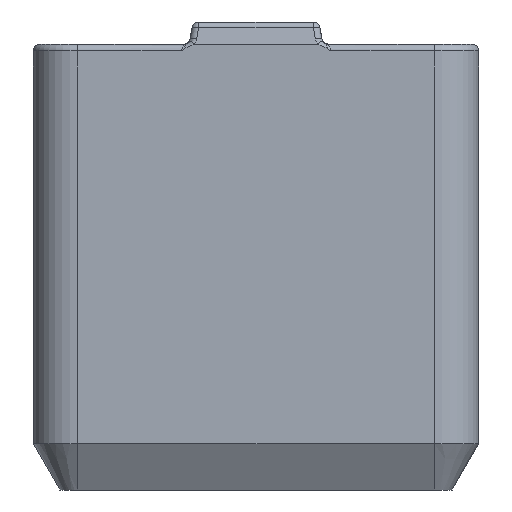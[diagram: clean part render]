
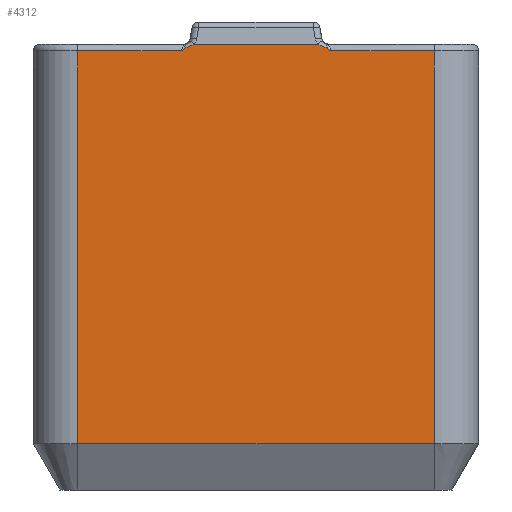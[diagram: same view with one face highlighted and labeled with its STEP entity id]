
A CAD part, left-side view. The second image highlights one B-rep face of the part: STEP entity #4312.
In plain terms, the highlighted planar face has unit normal (-1, 0, 0).
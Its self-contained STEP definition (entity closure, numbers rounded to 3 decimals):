
#155=PLANE('',#4756);
#281=B_SPLINE_CURVE_WITH_KNOTS('',3,(#8513,#8514,#8515,#8516,#8517,#8518,
#8519,#8520,#8521,#8522,#8523,#8524,#8525,#8526),.UNSPECIFIED.,.F.,.F.,
(4,2,2,2,2,2,4),(0.,0.003,0.009,0.018,
0.022,0.025,0.029),.UNSPECIFIED.);
#285=B_SPLINE_CURVE_WITH_KNOTS('',3,(#8613,#8614,#8615,#8616,#8617,#8618),
 .UNSPECIFIED.,.F.,.F.,(4,2,4),(0.036,0.052,0.052),
 .UNSPECIFIED.);
#286=B_SPLINE_CURVE_WITH_KNOTS('',3,(#8631,#8632,#8633,#8634,#8635,#8636),
 .UNSPECIFIED.,.F.,.F.,(4,2,4),(0.,0.,0.018),
 .UNSPECIFIED.);
#287=B_SPLINE_CURVE_WITH_KNOTS('',3,(#8638,#8639,#8640,#8641,#8642,#8643,
#8644,#8645,#8646,#8647,#8648,#8649,#8650,#8651),.UNSPECIFIED.,.F.,.F.,
(4,2,2,2,2,2,4),(0.,0.001,0.012,0.019,
0.027,0.037,0.044),.UNSPECIFIED.);
#545=LINE('',#8621,#799);
#546=LINE('',#8623,#800);
#547=LINE('',#8625,#801);
#548=LINE('',#8627,#802);
#549=LINE('',#8629,#803);
#550=LINE('',#8652,#804);
#799=VECTOR('',#5794,10.);
#800=VECTOR('',#5795,10.);
#801=VECTOR('',#5796,10.);
#802=VECTOR('',#5797,10.);
#803=VECTOR('',#5798,10.);
#804=VECTOR('',#5799,10.);
#1130=FACE_OUTER_BOUND('',#1405,.T.);
#1405=EDGE_LOOP('',(#3700,#3701,#3702,#3703,#3704,#3705,#3706,#3707,#3708,
#3709));
#2019=VERTEX_POINT('',#8511);
#2020=VERTEX_POINT('',#8512);
#2027=VERTEX_POINT('',#8611);
#2028=VERTEX_POINT('',#8620);
#2029=VERTEX_POINT('',#8622);
#2030=VERTEX_POINT('',#8624);
#2031=VERTEX_POINT('',#8626);
#2032=VERTEX_POINT('',#8628);
#2033=VERTEX_POINT('',#8630);
#2034=VERTEX_POINT('',#8637);
#2587=EDGE_CURVE('',#2019,#2020,#281,.T.);
#2600=EDGE_CURVE('',#2027,#2020,#285,.F.);
#2601=EDGE_CURVE('',#2027,#2028,#545,.T.);
#2602=EDGE_CURVE('',#2029,#2028,#546,.T.);
#2603=EDGE_CURVE('',#2029,#2030,#547,.T.);
#2604=EDGE_CURVE('',#2030,#2031,#548,.T.);
#2605=EDGE_CURVE('',#2031,#2032,#549,.T.);
#2606=EDGE_CURVE('',#2032,#2033,#286,.T.);
#2607=EDGE_CURVE('',#2033,#2034,#287,.T.);
#2608=EDGE_CURVE('',#2034,#2019,#550,.T.);
#3700=ORIENTED_EDGE('',*,*,#2587,.T.);
#3701=ORIENTED_EDGE('',*,*,#2600,.F.);
#3702=ORIENTED_EDGE('',*,*,#2601,.T.);
#3703=ORIENTED_EDGE('',*,*,#2602,.F.);
#3704=ORIENTED_EDGE('',*,*,#2603,.T.);
#3705=ORIENTED_EDGE('',*,*,#2604,.T.);
#3706=ORIENTED_EDGE('',*,*,#2605,.T.);
#3707=ORIENTED_EDGE('',*,*,#2606,.T.);
#3708=ORIENTED_EDGE('',*,*,#2607,.T.);
#3709=ORIENTED_EDGE('',*,*,#2608,.T.);
#4312=ADVANCED_FACE('',(#1130),#155,.F.);
#4756=AXIS2_PLACEMENT_3D('',#8619,#5792,#5793);
#5792=DIRECTION('center_axis',(1.,0.,0.));
#5793=DIRECTION('ref_axis',(0.,1.,0.));
#5794=DIRECTION('',(0.,1.,0.));
#5795=DIRECTION('',(0.,0.,1.));
#5796=DIRECTION('',(0.,-1.,0.));
#5797=DIRECTION('',(0.,0.,1.));
#5798=DIRECTION('',(0.,1.,0.));
#5799=DIRECTION('',(0.,1.,0.));
#8511=CARTESIAN_POINT('',(0.,-7.234,20.));
#8512=CARTESIAN_POINT('',(0.,-6.792,19.813));
#8513=CARTESIAN_POINT('Ctrl Pts',(0.,-7.234,
20.));
#8514=CARTESIAN_POINT('Ctrl Pts',(0.,-7.224,
20.));
#8515=CARTESIAN_POINT('Ctrl Pts',(0.,-7.212,
19.998));
#8516=CARTESIAN_POINT('Ctrl Pts',(0.,-7.18,
19.989));
#8517=CARTESIAN_POINT('Ctrl Pts',(0.,-7.156,
19.978));
#8518=CARTESIAN_POINT('Ctrl Pts',(0.,-7.084,
19.945));
#8519=CARTESIAN_POINT('Ctrl Pts',(0.,-7.042,
19.924));
#8520=CARTESIAN_POINT('Ctrl Pts',(0.,-6.945,
19.887));
#8521=CARTESIAN_POINT('Ctrl Pts',(0.,-6.922,
19.878));
#8522=CARTESIAN_POINT('Ctrl Pts',(0.,-6.883,
19.864));
#8523=CARTESIAN_POINT('Ctrl Pts',(0.,-6.866,
19.857));
#8524=CARTESIAN_POINT('Ctrl Pts',(0.,-6.831,
19.84));
#8525=CARTESIAN_POINT('Ctrl Pts',(0.,-6.811,
19.829));
#8526=CARTESIAN_POINT('Ctrl Pts',(0.,-6.792,
19.813));
#8611=CARTESIAN_POINT('',(0.,-6.642,19.7));
#8613=CARTESIAN_POINT('Ctrl Pts',(0.,-6.792,
19.813));
#8614=CARTESIAN_POINT('Ctrl Pts',(0.,-6.745,
19.774));
#8615=CARTESIAN_POINT('Ctrl Pts',(0.,-6.695,
19.738));
#8616=CARTESIAN_POINT('Ctrl Pts',(0.,-6.644,
19.701));
#8617=CARTESIAN_POINT('Ctrl Pts',(0.,-6.643,
19.701));
#8618=CARTESIAN_POINT('Ctrl Pts',(0.,-6.642,
19.7));
#8619=CARTESIAN_POINT('Origin',(0.,-18.,0.));
#8620=CARTESIAN_POINT('',(0.,-2.,19.7));
#8621=CARTESIAN_POINT('',(0.,-14.,19.7));
#8622=CARTESIAN_POINT('',(0.,-2.,2.078));
#8623=CARTESIAN_POINT('',(0.,-2.,0.));
#8624=CARTESIAN_POINT('',(0.,-18.,2.078));
#8625=CARTESIAN_POINT('',(0.,-14.,2.078));
#8626=CARTESIAN_POINT('',(0.,-18.,19.7));
#8627=CARTESIAN_POINT('',(0.,-18.,0.));
#8628=CARTESIAN_POINT('',(0.,-13.358,19.7));
#8629=CARTESIAN_POINT('',(0.,-14.,19.7));
#8630=CARTESIAN_POINT('',(0.,-13.208,19.813));
#8631=CARTESIAN_POINT('Ctrl Pts',(0.,-13.358,
19.7));
#8632=CARTESIAN_POINT('Ctrl Pts',(0.,-13.357,
19.701));
#8633=CARTESIAN_POINT('Ctrl Pts',(0.,-13.356,
19.701));
#8634=CARTESIAN_POINT('Ctrl Pts',(0.,-13.305,
19.738));
#8635=CARTESIAN_POINT('Ctrl Pts',(0.,-13.255,
19.774));
#8636=CARTESIAN_POINT('Ctrl Pts',(0.,-13.208,
19.813));
#8637=CARTESIAN_POINT('',(0.,-12.766,20.));
#8638=CARTESIAN_POINT('Ctrl Pts',(0.,-13.208,
19.813));
#8639=CARTESIAN_POINT('Ctrl Pts',(0.,-13.204,
19.817));
#8640=CARTESIAN_POINT('Ctrl Pts',(0.,-13.2,
19.82));
#8641=CARTESIAN_POINT('Ctrl Pts',(0.,-13.167,
19.844));
#8642=CARTESIAN_POINT('Ctrl Pts',(0.,-13.134,
19.858));
#8643=CARTESIAN_POINT('Ctrl Pts',(0.,-13.076,
19.879));
#8644=CARTESIAN_POINT('Ctrl Pts',(0.,-13.053,
19.887));
#8645=CARTESIAN_POINT('Ctrl Pts',(0.,-12.99,
19.912));
#8646=CARTESIAN_POINT('Ctrl Pts',(0.,-12.961,
19.924));
#8647=CARTESIAN_POINT('Ctrl Pts',(0.,-12.882,
19.961));
#8648=CARTESIAN_POINT('Ctrl Pts',(0.,-12.847,
19.978));
#8649=CARTESIAN_POINT('Ctrl Pts',(0.,-12.798,
19.996));
#8650=CARTESIAN_POINT('Ctrl Pts',(0.,-12.781,
20.));
#8651=CARTESIAN_POINT('Ctrl Pts',(0.,-12.766,
20.));
#8652=CARTESIAN_POINT('',(0.,-18.,20.));
